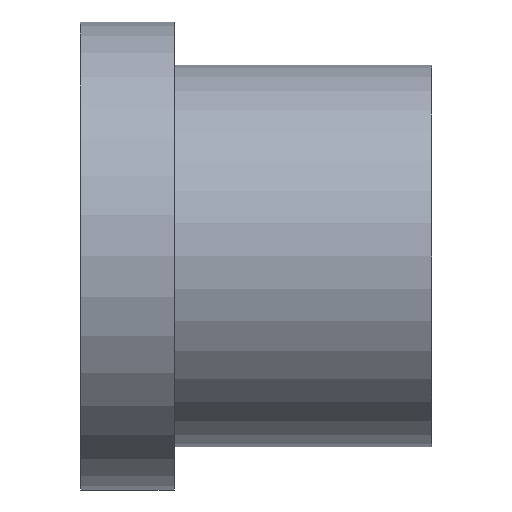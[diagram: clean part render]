
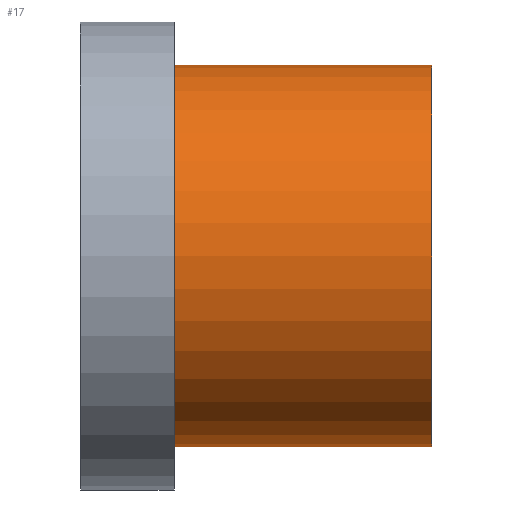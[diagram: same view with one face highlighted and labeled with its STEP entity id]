
A CAD part, left-side view. The second image highlights one B-rep face of the part: STEP entity #17.
In plain terms, the highlighted cylindrical face has radius 4.075 mm (diameter 8.15 mm), a full revolution.
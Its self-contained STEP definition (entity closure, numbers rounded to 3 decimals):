
#17 = ADVANCED_FACE('',(#18),#45,.T.);
#18 = FACE_BOUND('',#19,.F.);
#19 = EDGE_LOOP('',(#20,#30,#37,#38));
#20 = ORIENTED_EDGE('',*,*,#21,.T.);
#21 = EDGE_CURVE('',#22,#24,#26,.T.);
#22 = VERTEX_POINT('',#23);
#23 = CARTESIAN_POINT('',(32.075,-62.,-48.));
#24 = VERTEX_POINT('',#25);
#25 = CARTESIAN_POINT('',(32.075,-67.5,-48.));
#26 = LINE('',#27,#28);
#27 = CARTESIAN_POINT('',(32.075,-62.,-48.));
#28 = VECTOR('',#29,1.);
#29 = DIRECTION('',(0.,-1.,0.));
#30 = ORIENTED_EDGE('',*,*,#31,.T.);
#31 = EDGE_CURVE('',#24,#24,#32,.T.);
#32 = CIRCLE('',#33,4.075);
#33 = AXIS2_PLACEMENT_3D('',#34,#35,#36);
#34 = CARTESIAN_POINT('',(28.,-67.5,-48.));
#35 = DIRECTION('',(0.,-1.,0.));
#36 = DIRECTION('',(1.,0.,0.));
#37 = ORIENTED_EDGE('',*,*,#21,.F.);
#38 = ORIENTED_EDGE('',*,*,#39,.F.);
#39 = EDGE_CURVE('',#22,#22,#40,.T.);
#40 = CIRCLE('',#41,4.075);
#41 = AXIS2_PLACEMENT_3D('',#42,#43,#44);
#42 = CARTESIAN_POINT('',(28.,-62.,-48.));
#43 = DIRECTION('',(0.,-1.,0.));
#44 = DIRECTION('',(1.,0.,0.));
#45 = CYLINDRICAL_SURFACE('',#46,4.075);
#46 = AXIS2_PLACEMENT_3D('',#47,#48,#49);
#47 = CARTESIAN_POINT('',(28.,-62.,-48.));
#48 = DIRECTION('',(0.,1.,0.));
#49 = DIRECTION('',(1.,0.,0.));
